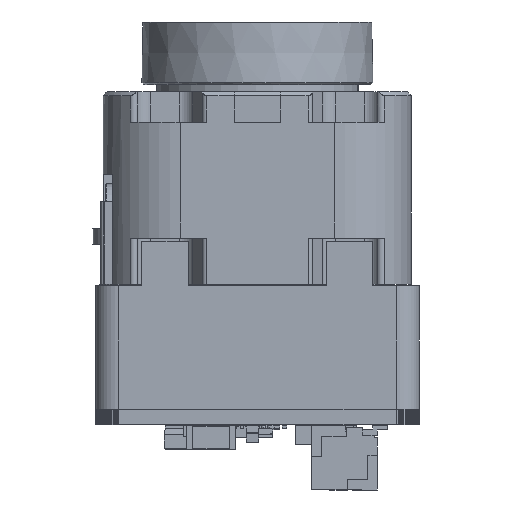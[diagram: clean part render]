
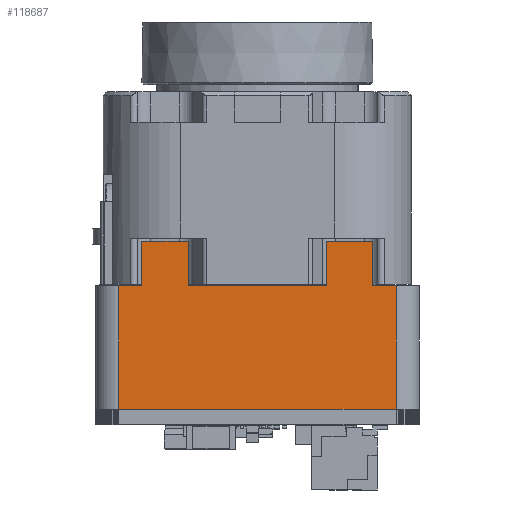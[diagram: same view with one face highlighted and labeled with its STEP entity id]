
A CAD part, front view. The second image highlights one B-rep face of the part: STEP entity #118687.
In plain terms, the highlighted face is planar.
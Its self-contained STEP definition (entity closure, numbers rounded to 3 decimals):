
#4853=PLANE('',#127551);
#10046=FACE_OUTER_BOUND('',#16555,.T.);
#16555=EDGE_LOOP('',(#93828,#93829,#93830,#93831,#93832,#93833,#93834,#93835,
#93836,#93837,#93838,#93839));
#26044=LINE('',#186590,#39148);
#26050=LINE('',#186602,#39154);
#26056=LINE('',#186618,#39160);
#26155=LINE('',#186857,#39259);
#26156=LINE('',#186859,#39260);
#26157=LINE('',#186860,#39261);
#26158=LINE('',#186862,#39262);
#26159=LINE('',#186864,#39263);
#26160=LINE('',#186865,#39264);
#26161=LINE('',#186867,#39265);
#26162=LINE('',#186869,#39266);
#26163=LINE('',#186870,#39267);
#39148=VECTOR('',#147836,1000.);
#39154=VECTOR('',#147844,1000.);
#39160=VECTOR('',#147856,1000.);
#39259=VECTOR('',#148041,1000.);
#39260=VECTOR('',#148042,1000.);
#39261=VECTOR('',#148043,1000.);
#39262=VECTOR('',#148044,1000.);
#39263=VECTOR('',#148045,1000.);
#39264=VECTOR('',#148046,1000.);
#39265=VECTOR('',#148047,1000.);
#39266=VECTOR('',#148048,1000.);
#39267=VECTOR('',#148049,1000.);
#55444=VERTEX_POINT('',#186588);
#55445=VERTEX_POINT('',#186589);
#55449=VERTEX_POINT('',#186599);
#55450=VERTEX_POINT('',#186601);
#55456=VERTEX_POINT('',#186616);
#55457=VERTEX_POINT('',#186617);
#55554=VERTEX_POINT('',#186856);
#55555=VERTEX_POINT('',#186858);
#55556=VERTEX_POINT('',#186861);
#55557=VERTEX_POINT('',#186863);
#55558=VERTEX_POINT('',#186866);
#55559=VERTEX_POINT('',#186868);
#69324=EDGE_CURVE('',#55444,#55445,#26044,.T.);
#69330=EDGE_CURVE('',#55450,#55449,#26050,.T.);
#69338=EDGE_CURVE('',#55456,#55457,#26056,.T.);
#69461=EDGE_CURVE('',#55554,#55449,#26155,.T.);
#69462=EDGE_CURVE('',#55555,#55554,#26156,.T.);
#69463=EDGE_CURVE('',#55555,#55444,#26157,.T.);
#69464=EDGE_CURVE('',#55556,#55445,#26158,.T.);
#69465=EDGE_CURVE('',#55557,#55556,#26159,.T.);
#69466=EDGE_CURVE('',#55557,#55456,#26160,.T.);
#69467=EDGE_CURVE('',#55457,#55558,#26161,.T.);
#69468=EDGE_CURVE('',#55559,#55558,#26162,.T.);
#69469=EDGE_CURVE('',#55559,#55450,#26163,.T.);
#93828=ORIENTED_EDGE('',*,*,#69330,.T.);
#93829=ORIENTED_EDGE('',*,*,#69461,.F.);
#93830=ORIENTED_EDGE('',*,*,#69462,.F.);
#93831=ORIENTED_EDGE('',*,*,#69463,.T.);
#93832=ORIENTED_EDGE('',*,*,#69324,.T.);
#93833=ORIENTED_EDGE('',*,*,#69464,.F.);
#93834=ORIENTED_EDGE('',*,*,#69465,.F.);
#93835=ORIENTED_EDGE('',*,*,#69466,.T.);
#93836=ORIENTED_EDGE('',*,*,#69338,.T.);
#93837=ORIENTED_EDGE('',*,*,#69467,.T.);
#93838=ORIENTED_EDGE('',*,*,#69468,.F.);
#93839=ORIENTED_EDGE('',*,*,#69469,.T.);
#118687=ADVANCED_FACE('',(#10046),#4853,.F.);
#127551=AXIS2_PLACEMENT_3D('',#186855,#148039,#148040);
#147836=DIRECTION('',(-1.,0.,0.));
#147844=DIRECTION('',(-1.,0.,0.));
#147856=DIRECTION('',(-1.,0.,0.));
#148039=DIRECTION('center_axis',(0.,0.,1.));
#148040=DIRECTION('ref_axis',(1.,0.,0.));
#148041=DIRECTION('',(0.,1.,0.));
#148042=DIRECTION('',(1.,0.,0.));
#148043=DIRECTION('',(0.,1.,0.));
#148044=DIRECTION('',(0.,1.,0.));
#148045=DIRECTION('',(1.,0.,0.));
#148046=DIRECTION('',(0.,1.,0.));
#148047=DIRECTION('',(0.,1.,0.));
#148048=DIRECTION('',(-1.,0.,0.));
#148049=DIRECTION('',(0.,-1.,0.));
#186588=CARTESIAN_POINT('',(4.5,0.,-10.5));
#186589=CARTESIAN_POINT('',(-4.5,0.,-10.5));
#186590=CARTESIAN_POINT('',(10.5,0.,-10.5));
#186599=CARTESIAN_POINT('',(7.5,0.,-10.5));
#186601=CARTESIAN_POINT('',(9.,0.,-10.5));
#186602=CARTESIAN_POINT('',(10.5,0.,-10.5));
#186616=CARTESIAN_POINT('',(-7.5,0.,-10.5));
#186617=CARTESIAN_POINT('',(-9.,0.,-10.5));
#186618=CARTESIAN_POINT('',(10.5,0.,-10.5));
#186855=CARTESIAN_POINT('Origin',(10.5,8.,-10.5));
#186856=CARTESIAN_POINT('',(7.5,-2.9,-10.5));
#186857=CARTESIAN_POINT('',(7.5,-2.9,-10.5));
#186858=CARTESIAN_POINT('',(4.5,-2.9,-10.5));
#186859=CARTESIAN_POINT('',(7.5,-2.9,-10.5));
#186860=CARTESIAN_POINT('',(4.5,-2.9,-10.5));
#186861=CARTESIAN_POINT('',(-4.5,-2.9,-10.5));
#186862=CARTESIAN_POINT('',(-4.5,-2.9,-10.5));
#186863=CARTESIAN_POINT('',(-7.5,-2.9,-10.5));
#186864=CARTESIAN_POINT('',(-4.5,-2.9,-10.5));
#186865=CARTESIAN_POINT('',(-7.5,-2.9,-10.5));
#186866=CARTESIAN_POINT('',(-9.,8.,-10.5));
#186867=CARTESIAN_POINT('',(-9.,8.,-10.5));
#186868=CARTESIAN_POINT('',(9.,8.,-10.5));
#186869=CARTESIAN_POINT('',(10.5,8.,-10.5));
#186870=CARTESIAN_POINT('',(9.,8.,-10.5));
